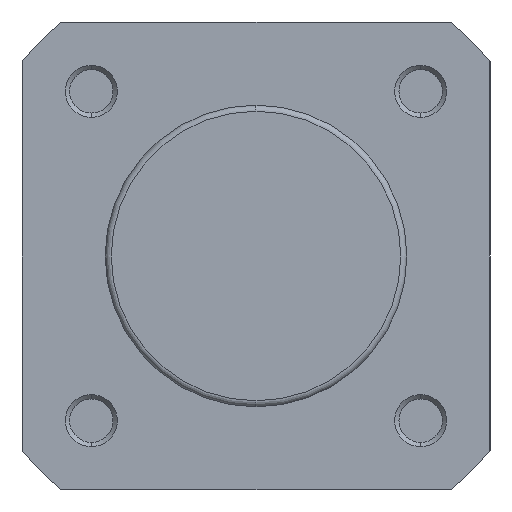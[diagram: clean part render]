
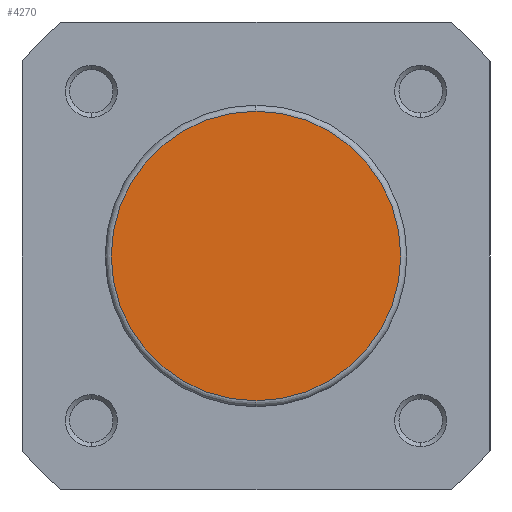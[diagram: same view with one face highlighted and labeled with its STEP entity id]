
A CAD part, left-side view. The second image highlights one B-rep face of the part: STEP entity #4270.
In plain terms, the highlighted planar face has unit normal (-1, 0, 0).
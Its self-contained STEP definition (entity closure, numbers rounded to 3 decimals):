
#176 = EDGE_CURVE ( 'NONE', #2304, #2289, #3580, .T. ) ;
#240 = EDGE_CURVE ( 'NONE', #2289, #2304, #3680, .T. ) ;
#491 = AXIS2_PLACEMENT_3D ( 'NONE', #881, #882, #883 ) ;
#522 = AXIS2_PLACEMENT_3D ( 'NONE', #1038, #1039, #1040 ) ;
#645 = AXIS2_PLACEMENT_3D ( 'NONE', #5502, #5505, #5506 ) ;
#881 = CARTESIAN_POINT ( 'NONE',  ( 0., 0., 0. ) ) ;
#882 = DIRECTION ( 'NONE',  ( -1., 0., 0. ) ) ;
#883 = DIRECTION ( 'NONE',  ( 0., 0., 1. ) ) ;
#1038 = CARTESIAN_POINT ( 'NONE',  ( 0., 0., 0. ) ) ;
#1039 = DIRECTION ( 'NONE',  ( -1., 0., 0. ) ) ;
#1040 = DIRECTION ( 'NONE',  ( 0., 0., 1. ) ) ;
#1469 = CARTESIAN_POINT ( 'NONE',  ( 0., 0., 16.7 ) ) ;
#1479 = CARTESIAN_POINT ( 'NONE',  ( 0., 0., -16.7 ) ) ;
#2289 = VERTEX_POINT ( 'NONE', #1469 ) ;
#2304 = VERTEX_POINT ( 'NONE', #1479 ) ;
#2791 = ORIENTED_EDGE ( 'NONE', *, *, #176, .T. ) ;
#2792 = ORIENTED_EDGE ( 'NONE', *, *, #240, .T. ) ;
#3580 = CIRCLE ( 'NONE', #491, 16.7 ) ;
#3680 = CIRCLE ( 'NONE', #522, 16.7 ) ;
#4270 = ADVANCED_FACE ( 'NONE', ( #5105 ), #5503, .T. ) ;
#4398 = EDGE_LOOP ( 'NONE', ( #2792, #2791 ) ) ;
#5105 = FACE_OUTER_BOUND ( 'NONE', #4398, .T. ) ;
#5502 = CARTESIAN_POINT ( 'NONE',  ( 0., -17.4, 0. ) ) ;
#5503 = PLANE ( 'NONE',  #645 ) ;
#5505 = DIRECTION ( 'NONE',  ( -1., 0., 0. ) ) ;
#5506 = DIRECTION ( 'NONE',  ( 0., 0., 1. ) ) ;
